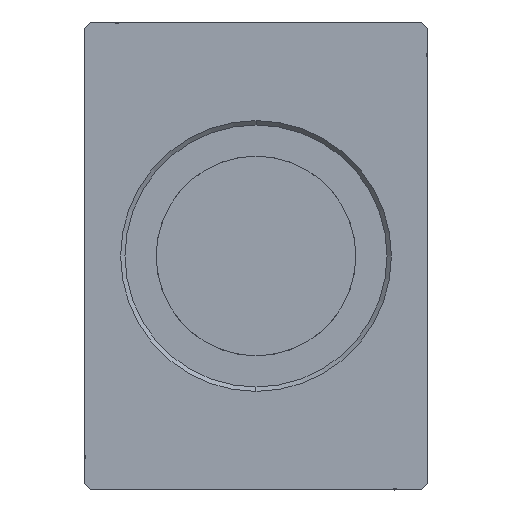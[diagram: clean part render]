
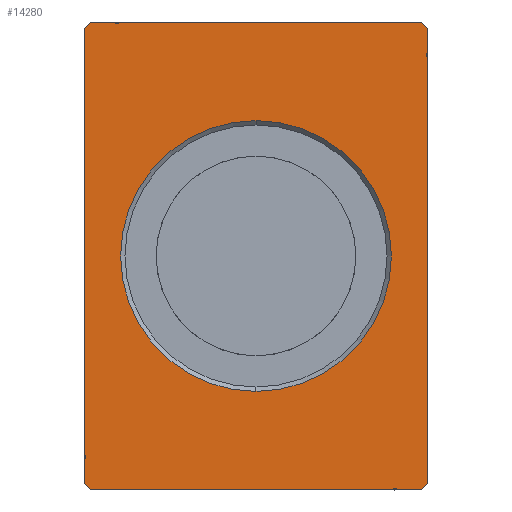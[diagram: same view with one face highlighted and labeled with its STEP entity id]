
A CAD part, left-side view. The second image highlights one B-rep face of the part: STEP entity #14280.
In plain terms, the highlighted planar face has unit normal (-1, 0, 0).
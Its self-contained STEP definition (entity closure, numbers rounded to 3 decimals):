
#660 = DIRECTION ( 'NONE',  ( 0., 0., -1. ) ) ;
#1042 = EDGE_CURVE ( 'NONE', #33423, #4454, #3840, .T. ) ;
#1140 = VECTOR ( 'NONE', #22771, 1000. ) ;
#1149 = FACE_OUTER_BOUND ( 'NONE', #17634, .T. ) ;
#1496 = CARTESIAN_POINT ( 'NONE',  ( 0., 27.5, 36.5 ) ) ;
#1596 = VECTOR ( 'NONE', #26415, 1000. ) ;
#1966 = VECTOR ( 'NONE', #7194, 1000. ) ;
#2679 = LINE ( 'NONE', #18143, #28070 ) ;
#3082 = DIRECTION ( 'NONE',  ( 0., 0., -1. ) ) ;
#3249 = CARTESIAN_POINT ( 'NONE',  ( 0., -26.5, 37.5 ) ) ;
#3259 = DIRECTION ( 'NONE',  ( 1., 0., 0. ) ) ;
#3738 = PLANE ( 'NONE',  #12223 ) ;
#3822 = VERTEX_POINT ( 'NONE', #23202 ) ;
#3840 = LINE ( 'NONE', #34421, #1966 ) ;
#4454 = VERTEX_POINT ( 'NONE', #33362 ) ;
#5000 = ORIENTED_EDGE ( 'NONE', *, *, #29479, .F. ) ;
#6214 = DIRECTION ( 'NONE',  ( 0., -0.707, 0.707 ) ) ;
#6446 = DIRECTION ( 'NONE',  ( 0., 0., 1. ) ) ;
#6644 = CARTESIAN_POINT ( 'NONE',  ( 0., 27.5, -36.5 ) ) ;
#6856 = ORIENTED_EDGE ( 'NONE', *, *, #23613, .F. ) ;
#7194 = DIRECTION ( 'NONE',  ( 0., 0.707, 0.707 ) ) ;
#7808 = DIRECTION ( 'NONE',  ( 0., 1., 0. ) ) ;
#8514 = ORIENTED_EDGE ( 'NONE', *, *, #33462, .F. ) ;
#9563 = ORIENTED_EDGE ( 'NONE', *, *, #1042, .F. ) ;
#9990 = EDGE_CURVE ( 'NONE', #29209, #35714, #32728, .T. ) ;
#11182 = EDGE_CURVE ( 'NONE', #22685, #37295, #2679, .T. ) ;
#11607 = CARTESIAN_POINT ( 'NONE',  ( 0., 26.5, 37.5 ) ) ;
#11853 = EDGE_CURVE ( 'NONE', #36184, #23329, #33757, .T. ) ;
#12223 = AXIS2_PLACEMENT_3D ( 'NONE', #22203, #36877, #12842 ) ;
#12842 = DIRECTION ( 'NONE',  ( 0., 0., -1. ) ) ;
#13851 = DIRECTION ( 'NONE',  ( 0., 0., -1. ) ) ;
#13858 = ORIENTED_EDGE ( 'NONE', *, *, #11853, .T. ) ;
#14275 = CARTESIAN_POINT ( 'NONE',  ( 0., 26.5, 37.5 ) ) ;
#14280 = ADVANCED_FACE ( 'NONE', ( #16227, #1149 ), #3738, .F. ) ;
#14440 = EDGE_CURVE ( 'NONE', #4454, #22685, #22161, .T. ) ;
#14785 = EDGE_CURVE ( 'NONE', #23329, #36184, #16057, .T. ) ;
#15151 = DIRECTION ( 'NONE',  ( 0., -0.707, -0.707 ) ) ;
#15438 = ORIENTED_EDGE ( 'NONE', *, *, #11182, .F. ) ;
#15968 = VECTOR ( 'NONE', #13851, 1000. ) ;
#16057 = CIRCLE ( 'NONE', #18580, 21.7 ) ;
#16227 = FACE_BOUND ( 'NONE', #26905, .T. ) ;
#16248 = CARTESIAN_POINT ( 'NONE',  ( 0., -27.5, -36.5 ) ) ;
#17070 = LINE ( 'NONE', #14275, #1596 ) ;
#17176 = CARTESIAN_POINT ( 'NONE',  ( 0., -27.5, -36.5 ) ) ;
#17556 = DIRECTION ( 'NONE',  ( 1., 0., 0. ) ) ;
#17634 = EDGE_LOOP ( 'NONE', ( #15438, #21171, #9563, #6856, #5000, #36204, #8514, #22038 ) ) ;
#18132 = LINE ( 'NONE', #3249, #37080 ) ;
#18143 = CARTESIAN_POINT ( 'NONE',  ( 0., 27.5, 36.5 ) ) ;
#18580 = AXIS2_PLACEMENT_3D ( 'NONE', #27875, #3259, #660 ) ;
#20013 = EDGE_CURVE ( 'NONE', #37295, #3822, #17070, .T. ) ;
#20341 = CARTESIAN_POINT ( 'NONE',  ( 0., 26.5, -37.5 ) ) ;
#21171 = ORIENTED_EDGE ( 'NONE', *, *, #14440, .F. ) ;
#22038 = ORIENTED_EDGE ( 'NONE', *, *, #20013, .F. ) ;
#22161 = LINE ( 'NONE', #6644, #31937 ) ;
#22203 = CARTESIAN_POINT ( 'NONE',  ( 0., 0., 0. ) ) ;
#22685 = VERTEX_POINT ( 'NONE', #1496 ) ;
#22771 = DIRECTION ( 'NONE',  ( 0., 0.707, -0.707 ) ) ;
#23202 = CARTESIAN_POINT ( 'NONE',  ( 0., -26.5, 37.5 ) ) ;
#23329 = VERTEX_POINT ( 'NONE', #29373 ) ;
#23552 = LINE ( 'NONE', #17176, #1140 ) ;
#23613 = EDGE_CURVE ( 'NONE', #35467, #33423, #25907, .T. ) ;
#24057 = ORIENTED_EDGE ( 'NONE', *, *, #14785, .T. ) ;
#25907 = LINE ( 'NONE', #35031, #35362 ) ;
#25995 = CARTESIAN_POINT ( 'NONE',  ( 0., -27.5, 36.5 ) ) ;
#26415 = DIRECTION ( 'NONE',  ( 0., -1., 0. ) ) ;
#26905 = EDGE_LOOP ( 'NONE', ( #13858, #24057 ) ) ;
#27875 = CARTESIAN_POINT ( 'NONE',  ( 0., 0., 0. ) ) ;
#28043 = CARTESIAN_POINT ( 'NONE',  ( 0., 0., 21.7 ) ) ;
#28070 = VECTOR ( 'NONE', #6214, 1000. ) ;
#29209 = VERTEX_POINT ( 'NONE', #37540 ) ;
#29373 = CARTESIAN_POINT ( 'NONE',  ( 0., 0., -21.7 ) ) ;
#29479 = EDGE_CURVE ( 'NONE', #35714, #35467, #23552, .T. ) ;
#29612 = CARTESIAN_POINT ( 'NONE',  ( 0., -26.5, -37.5 ) ) ;
#31937 = VECTOR ( 'NONE', #6446, 1000. ) ;
#32728 = LINE ( 'NONE', #25995, #15968 ) ;
#33362 = CARTESIAN_POINT ( 'NONE',  ( 0., 27.5, -36.5 ) ) ;
#33423 = VERTEX_POINT ( 'NONE', #20341 ) ;
#33462 = EDGE_CURVE ( 'NONE', #3822, #29209, #18132, .T. ) ;
#33757 = CIRCLE ( 'NONE', #37558, 21.7 ) ;
#34421 = CARTESIAN_POINT ( 'NONE',  ( 0., 26.5, -37.5 ) ) ;
#35031 = CARTESIAN_POINT ( 'NONE',  ( 0., -26.5, -37.5 ) ) ;
#35362 = VECTOR ( 'NONE', #7808, 1000. ) ;
#35467 = VERTEX_POINT ( 'NONE', #29612 ) ;
#35714 = VERTEX_POINT ( 'NONE', #16248 ) ;
#36184 = VERTEX_POINT ( 'NONE', #28043 ) ;
#36204 = ORIENTED_EDGE ( 'NONE', *, *, #9990, .F. ) ;
#36877 = DIRECTION ( 'NONE',  ( 1., 0., 0. ) ) ;
#37080 = VECTOR ( 'NONE', #15151, 1000. ) ;
#37295 = VERTEX_POINT ( 'NONE', #11607 ) ;
#37540 = CARTESIAN_POINT ( 'NONE',  ( 0., -27.5, 36.5 ) ) ;
#37558 = AXIS2_PLACEMENT_3D ( 'NONE', #39002, #17556, #3082 ) ;
#39002 = CARTESIAN_POINT ( 'NONE',  ( 0., 0., 0. ) ) ;
